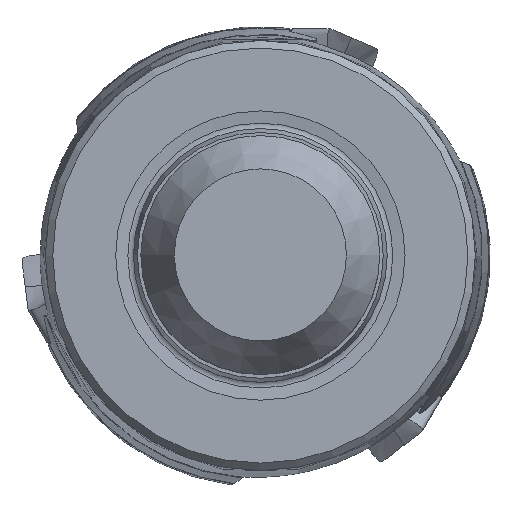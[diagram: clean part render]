
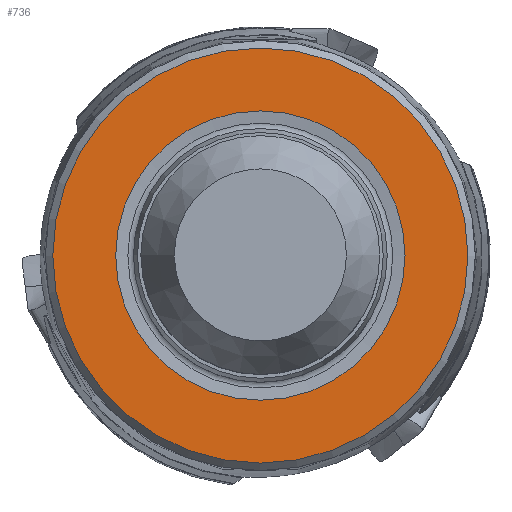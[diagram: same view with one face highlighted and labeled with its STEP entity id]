
A CAD part, top view. The second image highlights one B-rep face of the part: STEP entity #736.
In plain terms, the highlighted planar face has unit normal (0, 0, 1).
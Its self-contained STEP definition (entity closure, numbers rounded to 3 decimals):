
#736=ADVANCED_FACE('CU_SU1',(#1580,#1581),#950,.F.);
#950=PLANE('',#4628);
#1580=FACE_BOUND('',#1732,.T.);
#1581=FACE_BOUND('',#1733,.T.);
#1732=EDGE_LOOP('',(#2242));
#1733=EDGE_LOOP('',(#2243));
#2242=ORIENTED_EDGE('',*,*,#3839,.F.);
#2243=ORIENTED_EDGE('',*,*,#3840,.T.);
#3370=VERTEX_POINT('',#7164);
#3371=VERTEX_POINT('',#7167);
#3839=EDGE_CURVE('',#3370,#3370,#4322,.T.);
#3840=EDGE_CURVE('',#3371,#3371,#4323,.T.);
#4322=CIRCLE('',#4625,13.9);
#4323=CIRCLE('',#4627,9.689);
#4625=AXIS2_PLACEMENT_3D('',#7163,#5310,#5311);
#4627=AXIS2_PLACEMENT_3D('',#7166,#5314,#5315);
#4628=AXIS2_PLACEMENT_3D('',#7168,#5316,#5317);
#5310=DIRECTION('',(0.,0.,-1.));
#5311=DIRECTION('',(-1.,0.,0.));
#5314=DIRECTION('',(0.,0.,-1.));
#5315=DIRECTION('',(-1.,0.,0.));
#5316=DIRECTION('',(0.,0.,-1.));
#5317=DIRECTION('',(-1.,0.,0.));
#7163=CARTESIAN_POINT('',(0.,0.,0.));
#7164=CARTESIAN_POINT('',(-13.9,0.,0.));
#7166=CARTESIAN_POINT('',(0.,0.,0.));
#7167=CARTESIAN_POINT('',(-9.689,0.,0.));
#7168=CARTESIAN_POINT('',(0.,9.689,0.));
